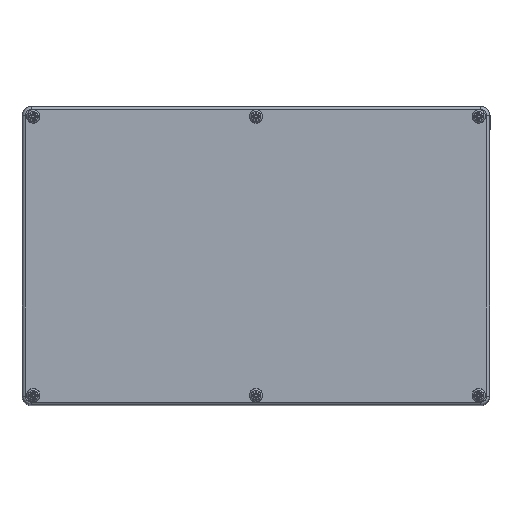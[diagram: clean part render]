
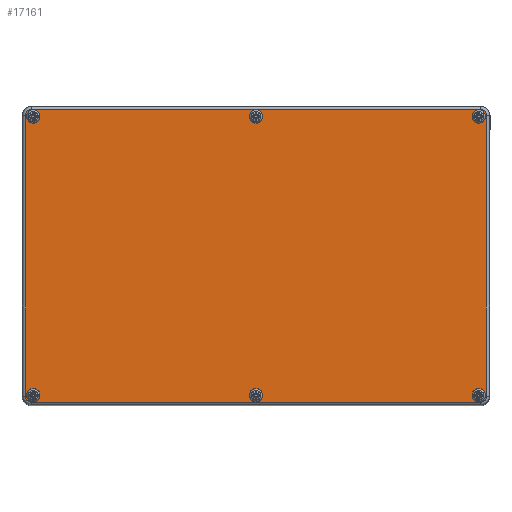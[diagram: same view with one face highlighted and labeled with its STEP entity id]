
A CAD part, top view. The second image highlights one B-rep face of the part: STEP entity #17161.
In plain terms, the highlighted face is planar.
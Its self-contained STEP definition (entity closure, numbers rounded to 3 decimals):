
#14525=CARTESIAN_POINT('',(115.4,-74.5,-45.0));
#14526=VERTEX_POINT('',#14525);
#14527=CARTESIAN_POINT('',(119.,-74.5,-45.0));
#14528=DIRECTION('',(0.0,0.0,1.0));
#14529=DIRECTION('',(1.0,0.0,0.0));
#14530=AXIS2_PLACEMENT_3D('',#14527,#14528,#14529);
#14531=CIRCLE('',#14530,3.6);
#14532=EDGE_CURVE('',#14526,#14526,#14531,.T.);
#14565=CARTESIAN_POINT('',(-3.6,-74.5,-45.0));
#14566=VERTEX_POINT('',#14565);
#14567=CARTESIAN_POINT('',(0.,-74.5,-45.0));
#14568=DIRECTION('',(0.0,0.0,1.0));
#14569=DIRECTION('',(1.0,0.0,0.0));
#14570=AXIS2_PLACEMENT_3D('',#14567,#14568,#14569);
#14571=CIRCLE('',#14570,3.6);
#14572=EDGE_CURVE('',#14566,#14566,#14571,.T.);
#14605=CARTESIAN_POINT('',(-122.6,-74.5,-45.0));
#14606=VERTEX_POINT('',#14605);
#14607=CARTESIAN_POINT('',(-119.,-74.5,-45.0));
#14608=DIRECTION('',(0.0,0.0,1.0));
#14609=DIRECTION('',(1.0,0.0,0.0));
#14610=AXIS2_PLACEMENT_3D('',#14607,#14608,#14609);
#14611=CIRCLE('',#14610,3.6);
#14612=EDGE_CURVE('',#14606,#14606,#14611,.T.);
#14645=CARTESIAN_POINT('',(-122.6,74.5,-45.0));
#14646=VERTEX_POINT('',#14645);
#14647=CARTESIAN_POINT('',(-119.,74.5,-45.0));
#14648=DIRECTION('',(0.0,0.0,1.0));
#14649=DIRECTION('',(1.0,0.0,0.0));
#14650=AXIS2_PLACEMENT_3D('',#14647,#14648,#14649);
#14651=CIRCLE('',#14650,3.6);
#14652=EDGE_CURVE('',#14646,#14646,#14651,.T.);
#14685=CARTESIAN_POINT('',(-3.6,74.5,-45.0));
#14686=VERTEX_POINT('',#14685);
#14687=CARTESIAN_POINT('',(0.,74.5,-45.0));
#14688=DIRECTION('',(0.0,0.0,1.0));
#14689=DIRECTION('',(1.0,0.0,0.0));
#14690=AXIS2_PLACEMENT_3D('',#14687,#14688,#14689);
#14691=CIRCLE('',#14690,3.6);
#14692=EDGE_CURVE('',#14686,#14686,#14691,.T.);
#14725=CARTESIAN_POINT('',(115.4,74.5,-45.0));
#14726=VERTEX_POINT('',#14725);
#14727=CARTESIAN_POINT('',(119.,74.5,-45.0));
#14728=DIRECTION('',(0.0,0.0,1.0));
#14729=DIRECTION('',(1.0,0.0,0.0));
#14730=AXIS2_PLACEMENT_3D('',#14727,#14728,#14729);
#14731=CIRCLE('',#14730,3.6);
#14732=EDGE_CURVE('',#14726,#14726,#14731,.T.);
#16798=CARTESIAN_POINT('',(120.0,-78.12,-45.0));
#16799=VERTEX_POINT('',#16798);
#16807=CARTESIAN_POINT('',(123.12,-75.,-45.0));
#16808=VERTEX_POINT('',#16807);
#16809=CARTESIAN_POINT('',(120.0,-75.,-45.0));
#16810=DIRECTION('',(0.0,0.0,1.0));
#16811=DIRECTION('',(0.707,-0.707,0.0));
#16812=AXIS2_PLACEMENT_3D('',#16809,#16810,#16811);
#16813=CIRCLE('',#16812,3.12);
#16814=EDGE_CURVE('',#16799,#16808,#16813,.T.);
#16840=CARTESIAN_POINT('',(123.12,75.,-45.0));
#16841=VERTEX_POINT('',#16840);
#16858=CARTESIAN_POINT('',(123.12,-75.,-45.0));
#16859=DIRECTION('',(0.0,1.0,0.0));
#16860=VECTOR('',#16859,150.);
#16861=LINE('',#16858,#16860);
#16862=EDGE_CURVE('',#16808,#16841,#16861,.T.);
#16872=CARTESIAN_POINT('',(120.0,78.12,-45.0));
#16873=VERTEX_POINT('',#16872);
#16891=CARTESIAN_POINT('',(120.0,75.,-45.0));
#16892=DIRECTION('',(0.0,0.0,1.0));
#16893=DIRECTION('',(0.707,0.707,0.0));
#16894=AXIS2_PLACEMENT_3D('',#16891,#16892,#16893);
#16895=CIRCLE('',#16894,3.12);
#16896=EDGE_CURVE('',#16841,#16873,#16895,.T.);
#16906=CARTESIAN_POINT('',(-120.0,78.12,-45.0));
#16907=VERTEX_POINT('',#16906);
#16924=CARTESIAN_POINT('',(120.0,78.12,-45.0));
#16925=DIRECTION('',(-1.0,0.0,0.0));
#16926=VECTOR('',#16925,240.0);
#16927=LINE('',#16924,#16926);
#16928=EDGE_CURVE('',#16873,#16907,#16927,.T.);
#16938=CARTESIAN_POINT('',(-123.12,75.,-45.0));
#16939=VERTEX_POINT('',#16938);
#16957=CARTESIAN_POINT('',(-120.0,75.,-45.0));
#16958=DIRECTION('',(0.0,0.0,1.0));
#16959=DIRECTION('',(-0.707,0.707,0.0));
#16960=AXIS2_PLACEMENT_3D('',#16957,#16958,#16959);
#16961=CIRCLE('',#16960,3.12);
#16962=EDGE_CURVE('',#16907,#16939,#16961,.T.);
#16972=CARTESIAN_POINT('',(-123.12,-75.,-45.0));
#16973=VERTEX_POINT('',#16972);
#16990=CARTESIAN_POINT('',(-123.12,75.,-45.0));
#16991=DIRECTION('',(0.0,-1.0,0.0));
#16992=VECTOR('',#16991,150.);
#16993=LINE('',#16990,#16992);
#16994=EDGE_CURVE('',#16939,#16973,#16993,.T.);
#17004=CARTESIAN_POINT('',(-120.0,-78.12,-45.0));
#17005=VERTEX_POINT('',#17004);
#17023=CARTESIAN_POINT('',(-120.0,-75.,-45.0));
#17024=DIRECTION('',(0.0,0.0,1.0));
#17025=DIRECTION('',(-0.707,-0.707,0.0));
#17026=AXIS2_PLACEMENT_3D('',#17023,#17024,#17025);
#17027=CIRCLE('',#17026,3.12);
#17028=EDGE_CURVE('',#16973,#17005,#17027,.T.);
#17046=CARTESIAN_POINT('',(-120.0,-78.12,-45.0));
#17047=DIRECTION('',(1.0,0.0,0.0));
#17048=VECTOR('',#17047,240.0);
#17049=LINE('',#17046,#17048);
#17050=EDGE_CURVE('',#17005,#16799,#17049,.T.);
#17128=CARTESIAN_POINT('',(0.,0.,-45.0));
#17129=DIRECTION('',(0.0,0.0,1.0));
#17130=DIRECTION('',(1.0,0.0,0.0));
#17131=AXIS2_PLACEMENT_3D('',#17128,#17129,#17130);
#17132=PLANE('',#17131);
#17133=ORIENTED_EDGE('',*,*,#16814,.F.);
#17134=ORIENTED_EDGE('',*,*,#17050,.F.);
#17135=ORIENTED_EDGE('',*,*,#17028,.F.);
#17136=ORIENTED_EDGE('',*,*,#16994,.F.);
#17137=ORIENTED_EDGE('',*,*,#16962,.F.);
#17138=ORIENTED_EDGE('',*,*,#16928,.F.);
#17139=ORIENTED_EDGE('',*,*,#16896,.F.);
#17140=ORIENTED_EDGE('',*,*,#16862,.F.);
#17141=EDGE_LOOP('',(#17133,#17134,#17135,#17136,#17137,#17138,#17139,#17140));
#17142=FACE_OUTER_BOUND('',#17141,.T.);
#17143=ORIENTED_EDGE('',*,*,#14532,.T.);
#17144=EDGE_LOOP('',(#17143));
#17145=FACE_BOUND('',#17144,.T.);
#17146=ORIENTED_EDGE('',*,*,#14572,.T.);
#17147=EDGE_LOOP('',(#17146));
#17148=FACE_BOUND('',#17147,.T.);
#17149=ORIENTED_EDGE('',*,*,#14612,.T.);
#17150=EDGE_LOOP('',(#17149));
#17151=FACE_BOUND('',#17150,.T.);
#17152=ORIENTED_EDGE('',*,*,#14652,.T.);
#17153=EDGE_LOOP('',(#17152));
#17154=FACE_BOUND('',#17153,.T.);
#17155=ORIENTED_EDGE('',*,*,#14692,.T.);
#17156=EDGE_LOOP('',(#17155));
#17157=FACE_BOUND('',#17156,.T.);
#17158=ORIENTED_EDGE('',*,*,#14732,.T.);
#17159=EDGE_LOOP('',(#17158));
#17160=FACE_BOUND('',#17159,.T.);
#17161=ADVANCED_FACE('',(#17142,#17145,#17148,#17151,#17154,#17157,#17160),#17132,.F.);
